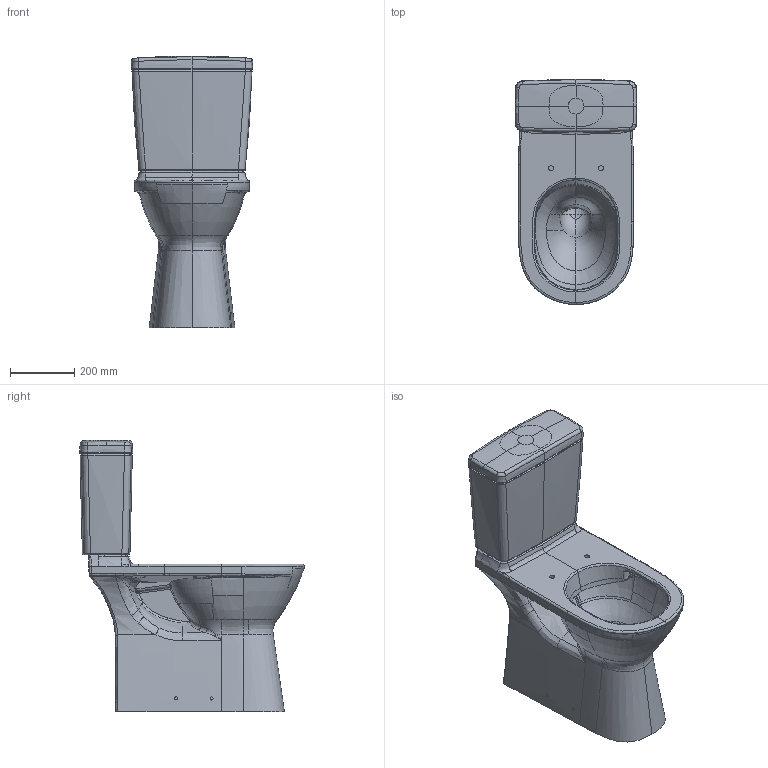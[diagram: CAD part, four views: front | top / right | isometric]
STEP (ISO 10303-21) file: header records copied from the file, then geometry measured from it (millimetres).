
FILE_DESCRIPTION(/* description */ (''),/* implementation_level */ '2;1');
FILE_NAME(/* name */ '4620R0_Onovo_Vita_STWC_Kombi.stp',/* time_stamp */ '2019-01-31T10:42:23+01:00',/* author */ (''),/* organization */ (''),/* preprocessor_version */ 'ST-DEVELOPER v16',/* originating_system */ 'SIEMENS PLM Software NX 10.0',/* authorisation */ '');
FILE_SCHEMA (('AUTOMOTIVE_DESIGN { 1 0 10303 214 3 1 1 1 }'));
Products named in the file (1): math2F08A81B6mms
Bounding box: 379.6 x 701.44 x 847.16 mm (x, y, z)
Volume: 58248954.7 mm3; surface area: 1910966.2 mm2
Topology: 2 solids, 2 shells, 501 faces, 1376 edges, 880 vertices
Faces by surface type: bspline 463, plane 26, sphere 6, extrusion 4, cylinder 2
Entity records: 102354 total; most frequent: CARTESIAN_POINT 93916, ORIENTED_EDGE 2736, EDGE_CURVE 1368, B_SPLINE_CURVE_WITH_KNOTS 1120, VERTEX_POINT 881, EDGE_LOOP 511, ADVANCED_FACE 501, FACE_OUTER_BOUND 493
